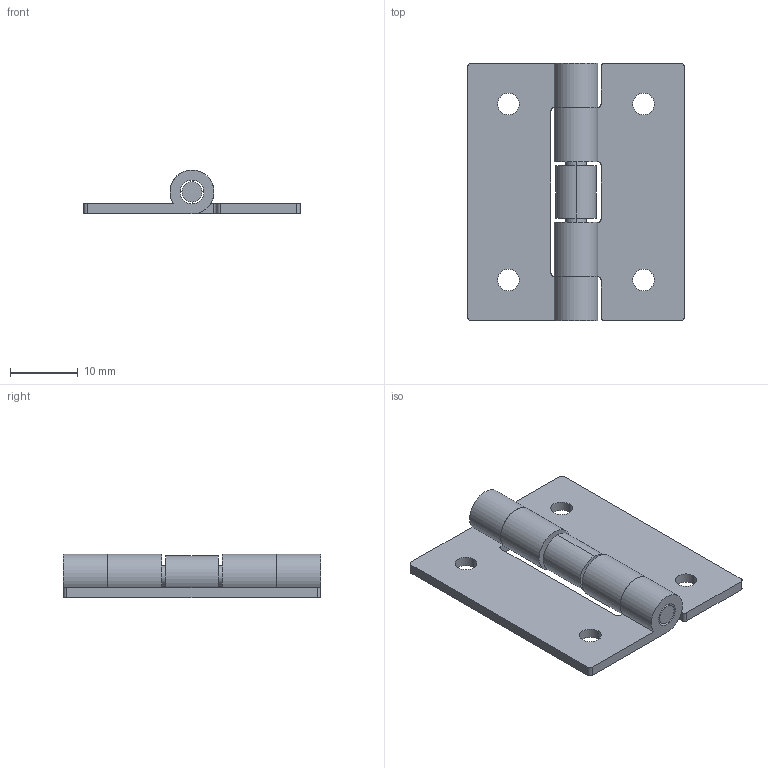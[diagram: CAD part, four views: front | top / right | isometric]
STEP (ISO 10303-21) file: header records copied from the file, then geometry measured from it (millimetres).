
FILE_DESCRIPTION (( 'STEP AP203' ), '1' );
FILE_NAME ('B-1046-2.STEP', '2010-02-03T05:40:49', ( ' ' ), ( ' ' ), 'SwSTEP 2.0', 'SolidWorks 2007', '' );
FILE_SCHEMA (( 'CONFIG_CONTROL_DESIGN' ));
Length unit declared in the file: millimetre
Products named in the file (5): B-1046-2僸儞僕A__棉太倌; B-1046-2僸儞僕B__棉太倌; B-1046-2僔儍僼僩__棉太倌; B-1046-2; B-1046-2僗僾儕儞僌__棉太倌
Assembly tree (4 placements, depth 2):
  B-1046-2
    B-1046-2僸儞僕B__棉太倌
    B-1046-2僸儞僕A__棉太倌
    B-1046-2僗僾儕儞僌__棉太倌
    B-1046-2僔儍僼僩__棉太倌
Bounding box: 32 x 38 x 6.49 mm (x, y, z)
Volume: 2493.8 mm3; surface area: 3929.4 mm2
Topology: 4 solids, 4 shells, 62 faces, 162 edges, 108 vertices
Faces by surface type: cylinder 38, plane 24
Entity records: 2501 total; most frequent: DIRECTION 376, CARTESIAN_POINT 339, ORIENTED_EDGE 324, EDGE_CURVE 162, AXIS2_PLACEMENT_3D 145, VERTEX_POINT 108, VECTOR 86, LINE 86
